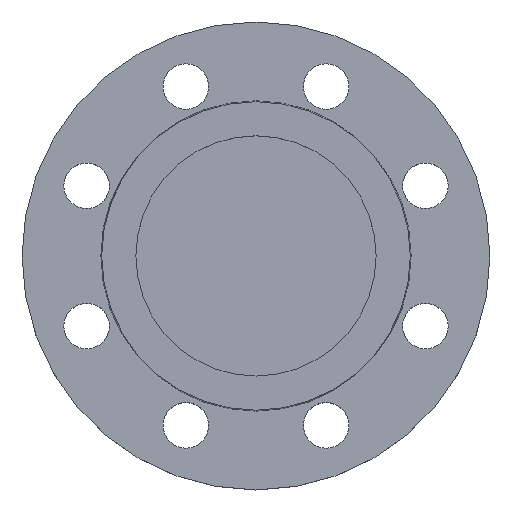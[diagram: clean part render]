
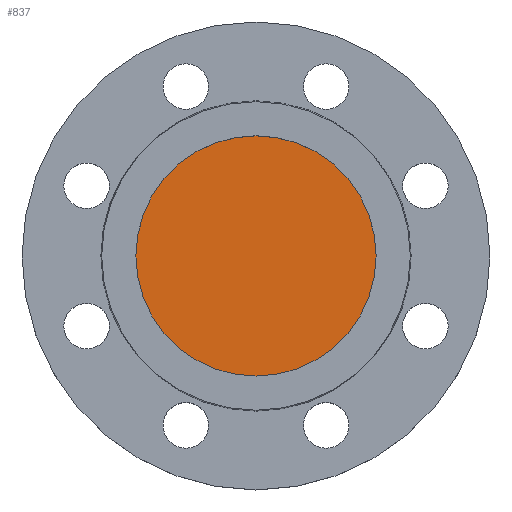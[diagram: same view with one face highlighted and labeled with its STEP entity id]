
A CAD part, top view. The second image highlights one B-rep face of the part: STEP entity #837.
In plain terms, the highlighted planar face has unit normal (0, 0, 1).
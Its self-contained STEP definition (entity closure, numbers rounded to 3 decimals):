
#67 = FACE_OUTER_BOUND ( 'NONE', #326, .T. ) ;
#151 = AXIS2_PLACEMENT_3D ( 'NONE', #747, #1115, #339 ) ;
#255 = EDGE_CURVE ( 'NONE', #773, #915, #1087, .T. ) ;
#276 = DIRECTION ( 'NONE',  ( -1., 0., 0. ) ) ;
#313 = DIRECTION ( 'NONE',  ( -1., 0., 0. ) ) ;
#326 = EDGE_LOOP ( 'NONE', ( #374, #377 ) ) ;
#339 = DIRECTION ( 'NONE',  ( 1., 0., 0. ) ) ;
#374 = ORIENTED_EDGE ( 'NONE', *, *, #255, .F. ) ;
#377 = ORIENTED_EDGE ( 'NONE', *, *, #573, .F. ) ;
#420 = PLANE ( 'NONE',  #151 ) ;
#442 = CARTESIAN_POINT ( 'NONE',  ( 47.5, 0., -4.5 ) ) ;
#573 = EDGE_CURVE ( 'NONE', #915, #773, #689, .T. ) ;
#600 = CARTESIAN_POINT ( 'NONE',  ( -47.5, 0., -4.5 ) ) ;
#689 = CIRCLE ( 'NONE', #824, 47.5 ) ;
#699 = CARTESIAN_POINT ( 'NONE',  ( 0., 0., -4.5 ) ) ;
#726 = CARTESIAN_POINT ( 'NONE',  ( 0., 0., -4.5 ) ) ;
#747 = CARTESIAN_POINT ( 'NONE',  ( 0., 0., -4.5 ) ) ;
#773 = VERTEX_POINT ( 'NONE', #600 ) ;
#824 = AXIS2_PLACEMENT_3D ( 'NONE', #726, #1091, #313 ) ;
#837 = ADVANCED_FACE ( 'NONE', ( #67 ), #420, .T. ) ;
#915 = VERTEX_POINT ( 'NONE', #442 ) ;
#986 = AXIS2_PLACEMENT_3D ( 'NONE', #699, #1048, #276 ) ;
#1048 = DIRECTION ( 'NONE',  ( 0., 0., -1. ) ) ;
#1087 = CIRCLE ( 'NONE', #986, 47.5 ) ;
#1091 = DIRECTION ( 'NONE',  ( 0., 0., -1. ) ) ;
#1115 = DIRECTION ( 'NONE',  ( 0., 0., 1. ) ) ;
